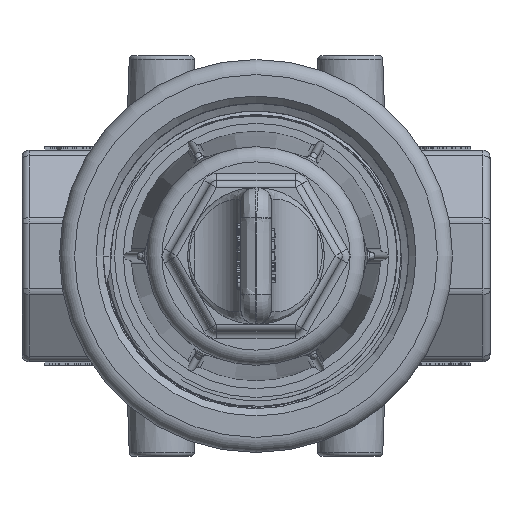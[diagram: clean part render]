
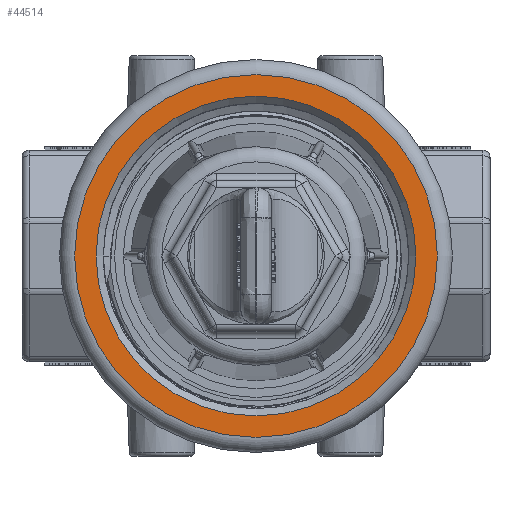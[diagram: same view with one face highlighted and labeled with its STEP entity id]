
A CAD part, front view. The second image highlights one B-rep face of the part: STEP entity #44514.
In plain terms, the highlighted planar face has unit normal (0, -1, 0).
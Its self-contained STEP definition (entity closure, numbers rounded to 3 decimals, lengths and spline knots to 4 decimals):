
#2935=FACE_BOUND('',#6844,.T.);
#3201=CIRCLE('',#47239,1.5);
#3206=CIRCLE('',#47244,1.5);
#3210=CIRCLE('',#47250,1.3225);
#4299=FACE_OUTER_BOUND('',#6843,.T.);
#6843=EDGE_LOOP('',(#29439,#29440));
#6844=EDGE_LOOP('',(#29441));
#17829=VERTEX_POINT('',#62360);
#17830=VERTEX_POINT('',#62361);
#17837=VERTEX_POINT('',#62380);
#22368=EDGE_CURVE('',#17829,#17830,#3201,.T.);
#22373=EDGE_CURVE('',#17830,#17829,#3206,.T.);
#22378=EDGE_CURVE('',#17837,#17837,#3210,.T.);
#29439=ORIENTED_EDGE('',*,*,#22368,.F.);
#29440=ORIENTED_EDGE('',*,*,#22373,.F.);
#29441=ORIENTED_EDGE('',*,*,#22378,.F.);
#41978=PLANE('',#47249);
#44514=ADVANCED_FACE('',(#4299,#2935),#41978,.T.);
#47239=AXIS2_PLACEMENT_3D('',#62362,#50397,#50398);
#47244=AXIS2_PLACEMENT_3D('',#62370,#50407,#50408);
#47249=AXIS2_PLACEMENT_3D('',#62379,#50418,#50419);
#47250=AXIS2_PLACEMENT_3D('',#62381,#50420,#50421);
#50397=DIRECTION('center_axis',(0.,1.,0.));
#50398=DIRECTION('ref_axis',(-1.,0.,0.));
#50407=DIRECTION('center_axis',(0.,1.,0.));
#50408=DIRECTION('ref_axis',(-1.,0.,0.));
#50418=DIRECTION('center_axis',(0.,-1.,0.));
#50419=DIRECTION('ref_axis',(0.,0.,-1.));
#50420=DIRECTION('center_axis',(0.,-1.,0.));
#50421=DIRECTION('ref_axis',(-1.,0.,0.));
#62360=CARTESIAN_POINT('',(1.5,-2.481,0.));
#62361=CARTESIAN_POINT('',(0.,-2.481,1.5));
#62362=CARTESIAN_POINT('Origin',(0.,-2.481,0.));
#62370=CARTESIAN_POINT('Origin',(0.,-2.481,0.));
#62379=CARTESIAN_POINT('Origin',(1.4438,-2.481,0.));
#62380=CARTESIAN_POINT('',(1.3225,-2.481,0.));
#62381=CARTESIAN_POINT('Origin',(0.,-2.481,0.));
